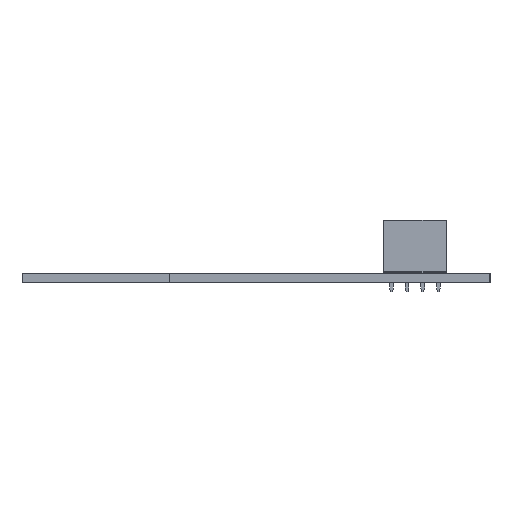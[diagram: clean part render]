
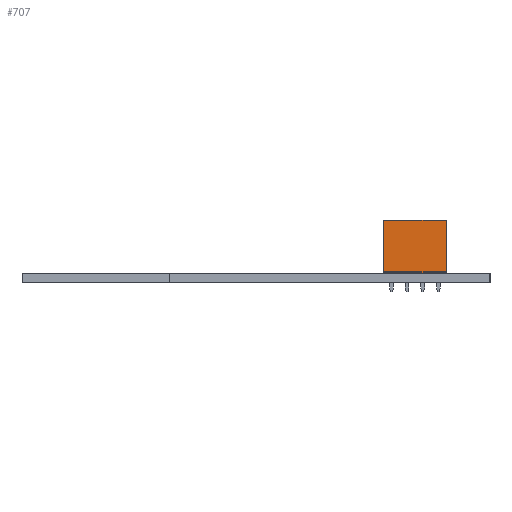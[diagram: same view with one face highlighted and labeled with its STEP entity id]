
A CAD part, left-side view. The second image highlights one B-rep face of the part: STEP entity #707.
In plain terms, the highlighted planar face has unit normal (-1, 0, 0).
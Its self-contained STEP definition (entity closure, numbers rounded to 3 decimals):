
#84 = VERTEX_POINT('',#85);
#85 = CARTESIAN_POINT('',(-1.27,-8.89,0.));
#93 = EDGE_CURVE('',#84,#94,#96,.T.);
#94 = VERTEX_POINT('',#95);
#95 = CARTESIAN_POINT('',(-1.27,-8.89,8.5));
#96 = LINE('',#97,#98);
#97 = CARTESIAN_POINT('',(-1.27,-8.89,0.));
#98 = VECTOR('',#99,1.);
#99 = DIRECTION('',(0.,0.,1.));
#156 = VERTEX_POINT('',#157);
#157 = CARTESIAN_POINT('',(-1.27,1.27,8.5));
#163 = EDGE_CURVE('',#164,#156,#166,.T.);
#164 = VERTEX_POINT('',#165);
#165 = CARTESIAN_POINT('',(-1.27,1.27,0.));
#166 = LINE('',#167,#168);
#167 = CARTESIAN_POINT('',(-1.27,1.27,0.));
#168 = VECTOR('',#169,1.);
#169 = DIRECTION('',(0.,0.,1.));
#228 = EDGE_CURVE('',#156,#94,#229,.T.);
#229 = LINE('',#230,#231);
#230 = CARTESIAN_POINT('',(-1.27,1.27,8.5));
#231 = VECTOR('',#232,1.);
#232 = DIRECTION('',(0.,-1.,0.));
#387 = EDGE_CURVE('',#164,#84,#388,.T.);
#388 = LINE('',#389,#390);
#389 = CARTESIAN_POINT('',(-1.27,1.27,0.));
#390 = VECTOR('',#391,1.);
#391 = DIRECTION('',(0.,-1.,0.));
#707 = ADVANCED_FACE('',(#708),#714,.F.);
#708 = FACE_BOUND('',#709,.F.);
#709 = EDGE_LOOP('',(#710,#711,#712,#713));
#710 = ORIENTED_EDGE('',*,*,#163,.T.);
#711 = ORIENTED_EDGE('',*,*,#228,.T.);
#712 = ORIENTED_EDGE('',*,*,#93,.F.);
#713 = ORIENTED_EDGE('',*,*,#387,.F.);
#714 = PLANE('',#715);
#715 = AXIS2_PLACEMENT_3D('',#716,#717,#718);
#716 = CARTESIAN_POINT('',(-1.27,1.27,0.));
#717 = DIRECTION('',(1.,0.,0.));
#718 = DIRECTION('',(0.,-1.,0.));
